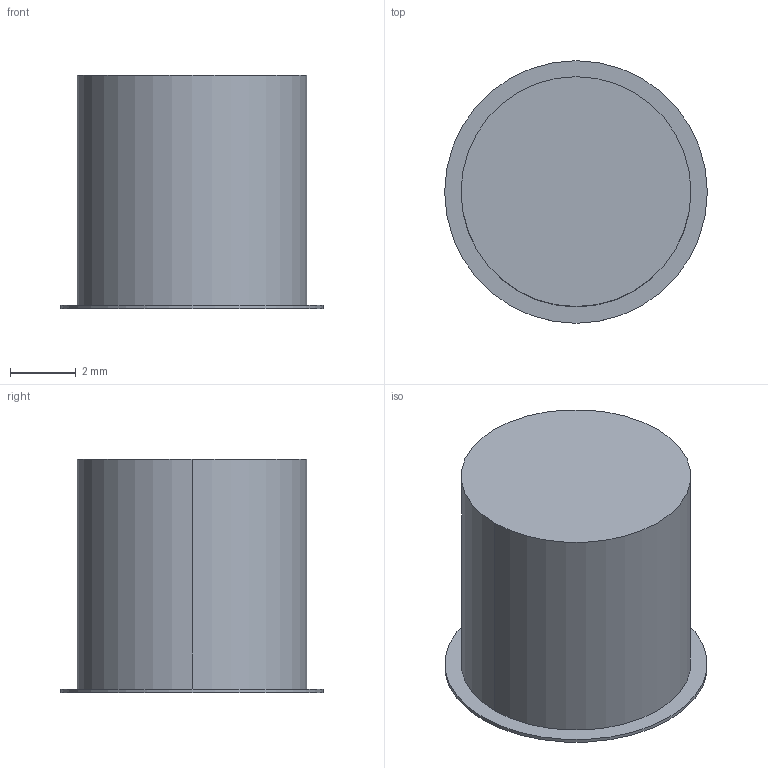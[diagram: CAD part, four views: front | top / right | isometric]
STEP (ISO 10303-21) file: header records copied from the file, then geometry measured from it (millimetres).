
FILE_DESCRIPTION(('FreeCAD Model'),'2;1');
FILE_NAME('619234.1.5.stp','2021-04-13T19:17:16',( 'Author'),(''),'Open CASCADE STEP processor 6.9','FreeCAD','Unknown' );
FILE_SCHEMA(('AUTOMOTIVE_DESIGN { 1 0 10303 214 1 1 1 1 }'));
Length unit declared in the file: millimetre
Products named in the file (3): ASSEMBLY; Body; Pins
Assembly tree (2 placements, depth 2):
  ASSEMBLY
    Body
    Pins
Bounding box: 8 x 8 x 7.1 mm (x, y, z)
Volume: 274.4 mm3; surface area: 334 mm2
Topology: 2 solids, 3 shells, 8 faces, 9 edges, 6 vertices
Faces by surface type: plane 5, cylinder 3
Full cylindrical faces by diameter (mm): 8 x1
Entity records: 382 total; most frequent: DIRECTION 61, CARTESIAN_POINT 50, ORIENTED_EDGE 24, PCURVE 22, DEFINITIONAL_REPRESENTATION 22, LINE 21, VECTOR 21, AXIS2_PLACEMENT_3D 17
